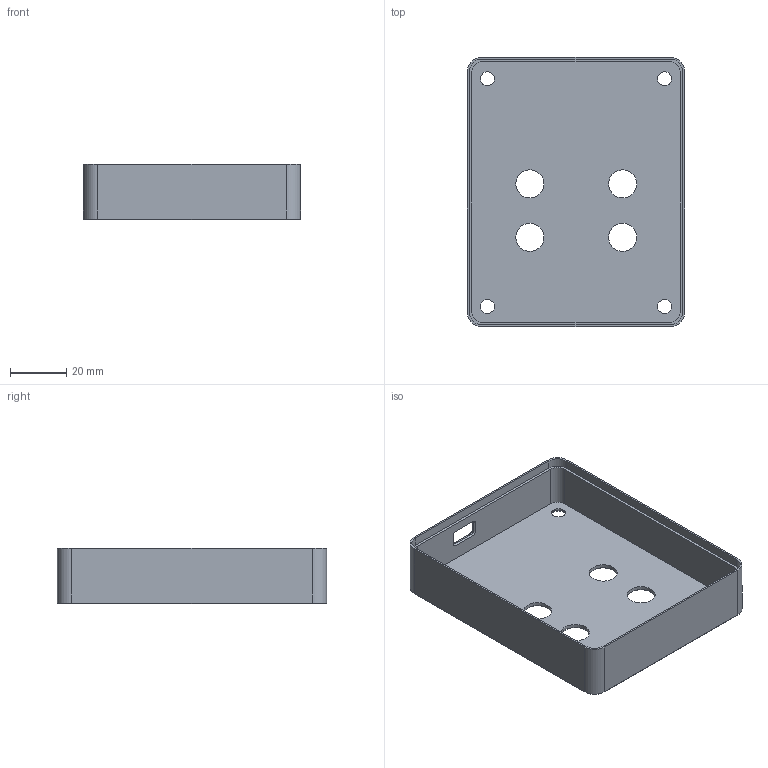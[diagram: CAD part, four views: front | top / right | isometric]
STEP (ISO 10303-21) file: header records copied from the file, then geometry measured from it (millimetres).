
FILE_DESCRIPTION (( 'STEP AP214' ), '1' );
FILE_NAME ('Non sym independ_2.STEP', '2025-07-29T23:30:25', ( '' ), ( '' ), 'SwSTEP 2.0', 'SolidWorks 2017', '' );
FILE_SCHEMA (( 'AUTOMOTIVE_DESIGN' ));
Length unit declared in the file: millimetre
Products named in the file (1): Non sym independ_2
Bounding box: 77.2 x 95.8 x 19.7 mm (x, y, z)
Volume: 19058 mm3; surface area: 26736.1 mm2
Topology: 1 solids, 1 shells, 104 faces, 248 edges, 152 vertices
Faces by surface type: cylinder 40, plane 36, cone 28
Entity records: 3070 total; most frequent: DIRECTION 566, CARTESIAN_POINT 505, ORIENTED_EDGE 496, EDGE_CURVE 248, AXIS2_PLACEMENT_3D 213, VERTEX_POINT 152, VECTOR 140, LINE 140
